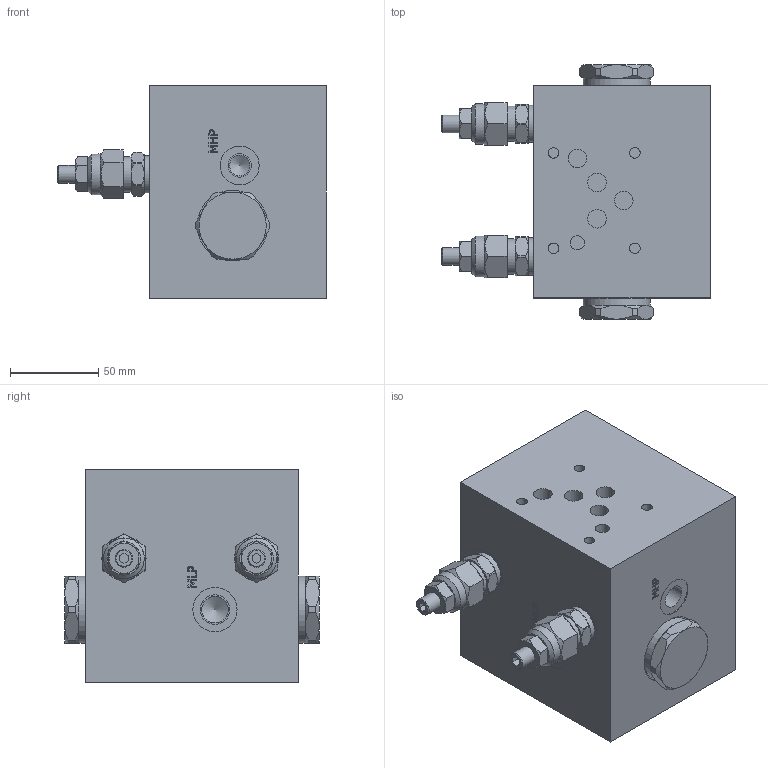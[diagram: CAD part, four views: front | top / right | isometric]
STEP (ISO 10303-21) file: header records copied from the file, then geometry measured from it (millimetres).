
FILE_DESCRIPTION(/* description */ ('Unknown'),/* implementation_level */ '2;1');
FILE_NAME(/* name */ 'OV.10055-001',/* time_stamp */ '2023-07-19T15:14:07+02:00',/* author */ ('Unknown'),/* organization */ ('Unknown'),/* preprocessor_version */ 'ST-DEVELOPER v18.102',/* originating_system */ 'Solid Edge',/* authorisation */ 'Unknown');
FILE_SCHEMA (('AUTOMOTIVE_DESIGN {1 0 10303 214 3 1 1}'));
Length unit declared in the file: millimetre
Products named in the file (1): OV.10055-001
Bounding box: 152 x 144 x 120 mm (x, y, z)
Volume: 1396178.6 mm3; surface area: 114490.8 mm2
Topology: 3 solids, 5 shells, 619 faces, 1514 edges, 987 vertices
Faces by surface type: plane 398, cylinder 114, cone 90, bspline 17
Full cylindrical faces by diameter (mm): 6 x4, 6.75 x4, 8 x5, 10 x2, 10.5 x4, 11 x1, 11.5 x2, 12.75 x1, 13.2 x3, 15 x2, 16.662 x2, 17.53 x1, 19.05 x1, 20 x4, 21 x4, 22 x4, 23 x2, 24.5 x4, 25 x4, 26.441 x4, 30.18 x1, 33 x2, 36 x4, 38 x2, 40 x2
Entity records: 20296 total; most frequent: CARTESIAN_POINT 3980, ORIENTED_EDGE 2738, DIRECTION 2506, EDGE_CURVE 1369, VERTEX_POINT 954, AXIS2_PLACEMENT_3D 896, FACE_BOUND 813, EDGE_LOOP 800
